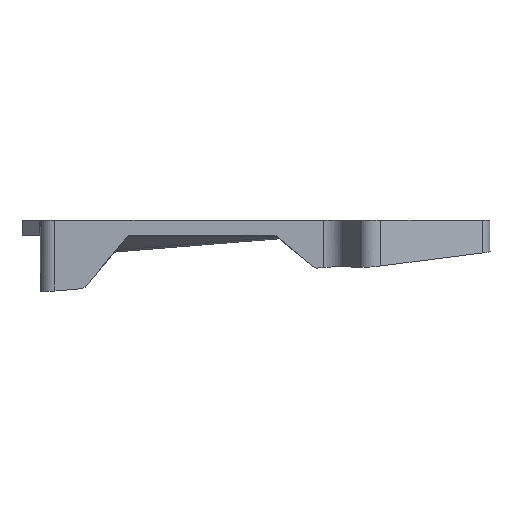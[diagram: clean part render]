
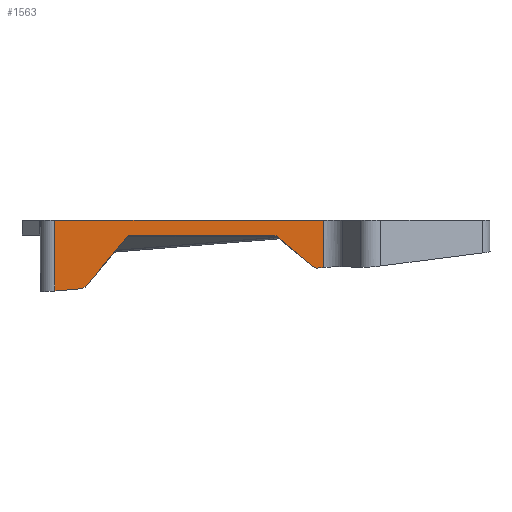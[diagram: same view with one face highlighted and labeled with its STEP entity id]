
A CAD part, left-side view. The second image highlights one B-rep face of the part: STEP entity #1563.
In plain terms, the highlighted planar face has unit normal (-1, 0, 0).
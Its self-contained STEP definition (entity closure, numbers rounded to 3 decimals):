
#121=ELLIPSE('',#1739,2.01,2.);
#122=ELLIPSE('',#1742,2.01,2.);
#178=CIRCLE('',#1713,2.);
#186=CIRCLE('',#1741,2.);
#248=FACE_OUTER_BOUND('',#367,.T.);
#367=EDGE_LOOP('',(#1259,#1260,#1261,#1262,#1263,#1264,#1265,#1266,#1267,
#1268,#1269,#1270));
#442=LINE('',#2378,#561);
#462=LINE('',#2457,#581);
#476=LINE('',#2758,#595);
#486=LINE('',#2797,#605);
#496=LINE('',#2861,#615);
#497=LINE('',#2864,#616);
#498=LINE('',#2866,#617);
#499=LINE('',#2867,#618);
#561=VECTOR('',#1878,10.);
#581=VECTOR('',#1938,10.);
#595=VECTOR('',#2032,10.);
#605=VECTOR('',#2066,10.);
#615=VECTOR('',#2110,10.);
#616=VECTOR('',#2115,10.);
#617=VECTOR('',#2116,10.);
#618=VECTOR('',#2117,10.);
#681=VERTEX_POINT('',#2375);
#682=VERTEX_POINT('',#2377);
#720=VERTEX_POINT('',#2454);
#721=VERTEX_POINT('',#2456);
#751=VERTEX_POINT('',#2755);
#752=VERTEX_POINT('',#2757);
#768=VERTEX_POINT('',#2794);
#769=VERTEX_POINT('',#2796);
#784=VERTEX_POINT('',#2854);
#785=VERTEX_POINT('',#2855);
#786=VERTEX_POINT('',#2860);
#787=VERTEX_POINT('',#2865);
#836=EDGE_CURVE('',#682,#681,#442,.T.);
#875=EDGE_CURVE('',#720,#721,#462,.T.);
#919=EDGE_CURVE('',#752,#751,#476,.T.);
#921=EDGE_CURVE('',#752,#681,#178,.T.);
#938=EDGE_CURVE('',#768,#769,#486,.F.);
#958=EDGE_CURVE('',#784,#785,#121,.T.);
#961=EDGE_CURVE('',#784,#786,#496,.T.);
#962=EDGE_CURVE('',#682,#786,#186,.T.);
#963=EDGE_CURVE('',#769,#751,#122,.T.);
#964=EDGE_CURVE('',#768,#721,#497,.T.);
#965=EDGE_CURVE('',#787,#720,#498,.T.);
#966=EDGE_CURVE('',#785,#787,#499,.F.);
#1259=ORIENTED_EDGE('',*,*,#958,.F.);
#1260=ORIENTED_EDGE('',*,*,#961,.T.);
#1261=ORIENTED_EDGE('',*,*,#962,.F.);
#1262=ORIENTED_EDGE('',*,*,#836,.T.);
#1263=ORIENTED_EDGE('',*,*,#921,.F.);
#1264=ORIENTED_EDGE('',*,*,#919,.T.);
#1265=ORIENTED_EDGE('',*,*,#963,.F.);
#1266=ORIENTED_EDGE('',*,*,#938,.F.);
#1267=ORIENTED_EDGE('',*,*,#964,.T.);
#1268=ORIENTED_EDGE('',*,*,#875,.F.);
#1269=ORIENTED_EDGE('',*,*,#965,.F.);
#1270=ORIENTED_EDGE('',*,*,#966,.F.);
#1511=PLANE('',#1740);
#1563=ADVANCED_FACE('',(#248),#1511,.F.);
#1713=AXIS2_PLACEMENT_3D('',#2761,#2036,#2037);
#1739=AXIS2_PLACEMENT_3D('',#2856,#2104,#2105);
#1740=AXIS2_PLACEMENT_3D('',#2859,#2108,#2109);
#1741=AXIS2_PLACEMENT_3D('',#2862,#2111,#2112);
#1742=AXIS2_PLACEMENT_3D('',#2863,#2113,#2114);
#1878=DIRECTION('',(0.,-1.,0.));
#1938=DIRECTION('',(0.,-1.,0.));
#2032=DIRECTION('',(0.,-0.766,-0.643));
#2036=DIRECTION('center_axis',(-1.,0.,0.));
#2037=DIRECTION('ref_axis',(0.,-0.342,0.94));
#2066=DIRECTION('',(0.,-0.996,0.087));
#2104=DIRECTION('center_axis',(1.,0.,0.));
#2105=DIRECTION('ref_axis',(0.,0.643,-0.766));
#2108=DIRECTION('center_axis',(1.,0.,0.));
#2109=DIRECTION('ref_axis',(0.,-1.,0.));
#2110=DIRECTION('',(0.,-0.643,0.766));
#2111=DIRECTION('center_axis',(-1.,0.,0.));
#2112=DIRECTION('ref_axis',(0.,0.423,0.906));
#2113=DIRECTION('center_axis',(1.,0.,0.));
#2114=DIRECTION('ref_axis',(0.,-0.766,-0.643));
#2115=DIRECTION('',(0.,0.,1.));
#2116=DIRECTION('',(0.,0.,1.));
#2117=DIRECTION('',(0.,-0.996,0.087));
#2375=CARTESIAN_POINT('',(8.96,-65.498,-12.));
#2377=CARTESIAN_POINT('',(8.96,-27.28,-12.));
#2378=CARTESIAN_POINT('',(8.96,-14.284,-12.));
#2454=CARTESIAN_POINT('',(8.96,-6.221,-8.));
#2456=CARTESIAN_POINT('',(8.96,-79.291,-8.));
#2457=CARTESIAN_POINT('',(8.96,-22.354,-8.));
#2755=CARTESIAN_POINT('',(8.96,-76.412,-20.544));
#2757=CARTESIAN_POINT('',(8.96,-66.783,-12.468));
#2758=CARTESIAN_POINT('',(8.96,-44.485,6.235));
#2761=CARTESIAN_POINT('Origin',(8.96,-65.498,-14.));
#2794=CARTESIAN_POINT('',(8.96,-79.291,-20.884));
#2796=CARTESIAN_POINT('',(8.96,-77.881,-21.008));
#2797=CARTESIAN_POINT('',(8.96,-33.763,-24.868));
#2854=CARTESIAN_POINT('',(8.96,-14.65,-25.947));
#2855=CARTESIAN_POINT('',(8.96,-13.282,-26.659));
#2856=CARTESIAN_POINT('Origin',(8.96,-13.117,-24.661));
#2859=CARTESIAN_POINT('Origin',(8.96,-2.221,0.));
#2860=CARTESIAN_POINT('',(8.96,-25.748,-12.715));
#2861=CARTESIAN_POINT('',(8.96,-18.141,-21.784));
#2862=CARTESIAN_POINT('Origin',(8.96,-27.28,-14.));
#2863=CARTESIAN_POINT('Origin',(8.96,-77.697,-19.011));
#2864=CARTESIAN_POINT('',(8.96,-79.291,-9.));
#2865=CARTESIAN_POINT('',(8.96,-6.221,-27.277));
#2866=CARTESIAN_POINT('',(8.96,-6.221,-9.));
#2867=CARTESIAN_POINT('',(8.96,-33.763,-24.868));
